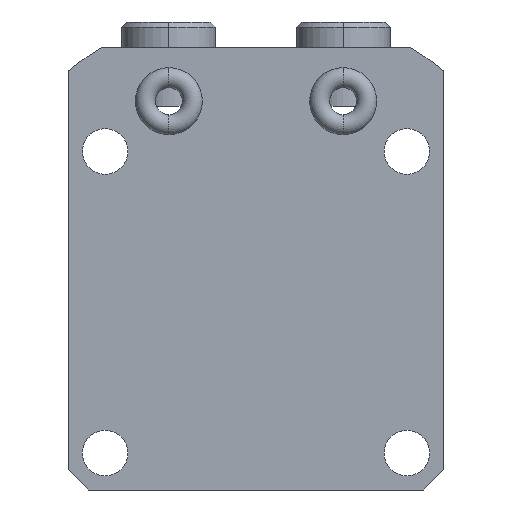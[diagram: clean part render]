
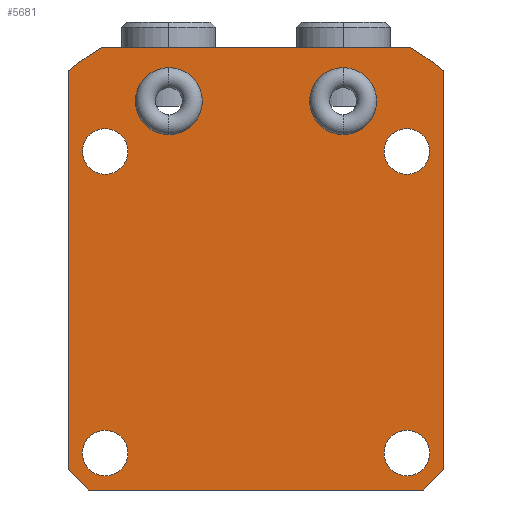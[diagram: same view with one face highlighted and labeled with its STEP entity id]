
A CAD part, front view. The second image highlights one B-rep face of the part: STEP entity #5681.
In plain terms, the highlighted planar face has unit normal (0, -1, 0).
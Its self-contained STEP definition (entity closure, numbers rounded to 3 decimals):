
#1745=CARTESIAN_POINT('',(0.,-26.,0.));
#1746=DIRECTION('',(0.,-1.,0.));
#1747=DIRECTION('',(0.63,0.,0.777));
#1748=AXIS2_PLACEMENT_3D('',#1745,#1746,#1747);
#1775=CARTESIAN_POINT('',(0.,-26.,0.));
#1776=DIRECTION('',(0.,-1.,0.));
#1777=DIRECTION('',(-0.519,0.,0.855));
#1778=AXIS2_PLACEMENT_3D('',#1775,#1776,#1777);
#1805=DIRECTION('',(0.707,0.,0.707));
#1806=VECTOR('',#1805,4.243);
#1807=CARTESIAN_POINT('',(25.,-26.,-28.));
#1808=LINE('',#1807,#1806);
#1812=DIRECTION('',(1.,0.,0.));
#1813=VECTOR('',#1812,50.);
#1814=CARTESIAN_POINT('',(-25.,-26.,-28.));
#1815=LINE('',#1814,#1813);
#1819=DIRECTION('',(0.707,0.,-0.707));
#1820=VECTOR('',#1819,4.243);
#1821=CARTESIAN_POINT('',(-28.,-26.,-25.));
#1822=LINE('',#1821,#1820);
#1826=DIRECTION('',(0.,0.,-1.));
#1827=VECTOR('',#1826,59.522);
#1828=CARTESIAN_POINT('',(-28.,-26.,34.522));
#1829=LINE('',#1828,#1827);
#1833=DIRECTION('',(-1.,0.,0.));
#1834=VECTOR('',#1833,46.122);
#1835=CARTESIAN_POINT('',(23.061,-26.,38.));
#1836=LINE('',#1835,#1834);
#1840=DIRECTION('',(0.,0.,1.));
#1841=VECTOR('',#1840,59.522);
#1842=CARTESIAN_POINT('',(28.,-26.,-25.));
#1843=LINE('',#1842,#1841);
#1847=CARTESIAN_POINT('',(22.5,-26.,-22.5));
#1848=DIRECTION('',(0.,1.,0.));
#1849=DIRECTION('',(1.,0.,0.));
#1850=AXIS2_PLACEMENT_3D('',#1847,#1848,#1849);
#1855=CARTESIAN_POINT('',(22.5,-26.,-22.5));
#1856=DIRECTION('',(0.,1.,0.));
#1857=DIRECTION('',(-1.,0.,0.));
#1858=AXIS2_PLACEMENT_3D('',#1855,#1856,#1857);
#1863=CARTESIAN_POINT('',(-22.5,-26.,-22.5));
#1864=DIRECTION('',(0.,1.,0.));
#1865=DIRECTION('',(1.,0.,0.));
#1866=AXIS2_PLACEMENT_3D('',#1863,#1864,#1865);
#1871=CARTESIAN_POINT('',(-22.5,-26.,-22.5));
#1872=DIRECTION('',(0.,1.,0.));
#1873=DIRECTION('',(-1.,0.,0.));
#1874=AXIS2_PLACEMENT_3D('',#1871,#1872,#1873);
#1879=CARTESIAN_POINT('',(-22.5,-26.,22.5));
#1880=DIRECTION('',(0.,1.,0.));
#1881=DIRECTION('',(1.,0.,0.));
#1882=AXIS2_PLACEMENT_3D('',#1879,#1880,#1881);
#1887=CARTESIAN_POINT('',(-22.5,-26.,22.5));
#1888=DIRECTION('',(0.,1.,0.));
#1889=DIRECTION('',(-1.,0.,0.));
#1890=AXIS2_PLACEMENT_3D('',#1887,#1888,#1889);
#1895=CARTESIAN_POINT('',(22.5,-26.,22.5));
#1896=DIRECTION('',(0.,1.,0.));
#1897=DIRECTION('',(1.,0.,0.));
#1898=AXIS2_PLACEMENT_3D('',#1895,#1896,#1897);
#1903=CARTESIAN_POINT('',(22.5,-26.,22.5));
#1904=DIRECTION('',(0.,1.,0.));
#1905=DIRECTION('',(-1.,0.,0.));
#1906=AXIS2_PLACEMENT_3D('',#1903,#1904,#1905);
#1911=CARTESIAN_POINT('',(13.,-26.,30.));
#1912=DIRECTION('',(0.,-1.,0.));
#1913=DIRECTION('',(-1.,0.,0.));
#1914=AXIS2_PLACEMENT_3D('',#1911,#1912,#1913);
#1919=CARTESIAN_POINT('',(13.,-26.,30.));
#1920=DIRECTION('',(0.,-1.,0.));
#1921=DIRECTION('',(1.,0.,0.));
#1922=AXIS2_PLACEMENT_3D('',#1919,#1920,#1921);
#1927=CARTESIAN_POINT('',(-13.,-26.,30.));
#1928=DIRECTION('',(0.,1.,0.));
#1929=DIRECTION('',(1.,0.,0.));
#1930=AXIS2_PLACEMENT_3D('',#1927,#1928,#1929);
#1935=CARTESIAN_POINT('',(-13.,-26.,30.));
#1936=DIRECTION('',(0.,1.,0.));
#1937=DIRECTION('',(-1.,0.,0.));
#1938=AXIS2_PLACEMENT_3D('',#1935,#1936,#1937);
#3752=CARTESIAN_POINT('',(28.,-26.,34.522));
#3754=VERTEX_POINT('',#3752);
#3755=CARTESIAN_POINT('',(23.061,-26.,38.));
#3756=VERTEX_POINT('',#3755);
#3757=CARTESIAN_POINT('',(-23.061,-26.,38.));
#3758=VERTEX_POINT('',#3757);
#3760=CARTESIAN_POINT('',(-28.,-26.,34.522));
#3762=VERTEX_POINT('',#3760);
#3763=CARTESIAN_POINT('',(25.,-26.,-28.));
#3765=VERTEX_POINT('',#3763);
#3769=CARTESIAN_POINT('',(28.,-26.,-25.));
#3770=VERTEX_POINT('',#3769);
#3771=CARTESIAN_POINT('',(-28.,-26.,-25.));
#3773=VERTEX_POINT('',#3771);
#3777=CARTESIAN_POINT('',(-25.,-26.,-28.));
#3778=VERTEX_POINT('',#3777);
#3795=CARTESIAN_POINT('',(25.9,-26.,-22.5));
#3796=VERTEX_POINT('',#3795);
#3797=CARTESIAN_POINT('',(19.1,-26.,-22.5));
#3798=VERTEX_POINT('',#3797);
#3799=CARTESIAN_POINT('',(-19.1,-26.,-22.5));
#3800=VERTEX_POINT('',#3799);
#3801=CARTESIAN_POINT('',(-25.9,-26.,-22.5));
#3802=VERTEX_POINT('',#3801);
#3803=CARTESIAN_POINT('',(-19.1,-26.,22.5));
#3804=VERTEX_POINT('',#3803);
#3805=CARTESIAN_POINT('',(-25.9,-26.,22.5));
#3806=VERTEX_POINT('',#3805);
#3807=CARTESIAN_POINT('',(25.9,-26.,22.5));
#3808=VERTEX_POINT('',#3807);
#3809=CARTESIAN_POINT('',(19.1,-26.,22.5));
#3810=VERTEX_POINT('',#3809);
#3863=CARTESIAN_POINT('',(8.,-26.,30.));
#3864=CARTESIAN_POINT('',(18.,-26.,30.));
#3865=VERTEX_POINT('',#3863);
#3866=VERTEX_POINT('',#3864);
#3899=CARTESIAN_POINT('',(-8.,-26.,30.));
#3900=VERTEX_POINT('',#3899);
#3901=CARTESIAN_POINT('',(-18.,-26.,30.));
#3902=VERTEX_POINT('',#3901);
#5629=CARTESIAN_POINT('',(0.,-26.,0.));
#5630=DIRECTION('',(0.,-1.,0.));
#5631=DIRECTION('',(-1.,0.,0.));
#5632=AXIS2_PLACEMENT_3D('',#5629,#5630,#5631);
#5633=PLANE('',#5632);
#5634=ORIENTED_EDGE('',*,*,#5537,.F.);
#5635=ORIENTED_EDGE('',*,*,#5554,.F.);
#5636=ORIENTED_EDGE('',*,*,#5566,.F.);
#5637=ORIENTED_EDGE('',*,*,#5582,.F.);
#5638=ORIENTED_EDGE('',*,*,#5609,.F.);
#5640=ORIENTED_EDGE('',*,*,#5639,.F.);
#5641=ORIENTED_EDGE('',*,*,#5594,.F.);
#5642=ORIENTED_EDGE('',*,*,#5622,.F.);
#5643=EDGE_LOOP('',(#5634,#5635,#5636,#5637,#5638,#5640,#5641,#5642));
#5644=FACE_OUTER_BOUND('',#5643,.F.);
#5646=ORIENTED_EDGE('',*,*,#5645,.F.);
#5648=ORIENTED_EDGE('',*,*,#5647,.F.);
#5649=EDGE_LOOP('',(#5646,#5648));
#5650=FACE_BOUND('',#5649,.F.);
#5652=ORIENTED_EDGE('',*,*,#5651,.F.);
#5654=ORIENTED_EDGE('',*,*,#5653,.F.);
#5655=EDGE_LOOP('',(#5652,#5654));
#5656=FACE_BOUND('',#5655,.F.);
#5658=ORIENTED_EDGE('',*,*,#5657,.F.);
#5660=ORIENTED_EDGE('',*,*,#5659,.F.);
#5661=EDGE_LOOP('',(#5658,#5660));
#5662=FACE_BOUND('',#5661,.F.);
#5664=ORIENTED_EDGE('',*,*,#5663,.F.);
#5666=ORIENTED_EDGE('',*,*,#5665,.F.);
#5667=EDGE_LOOP('',(#5664,#5666));
#5668=FACE_BOUND('',#5667,.F.);
#5670=ORIENTED_EDGE('',*,*,#5669,.T.);
#5672=ORIENTED_EDGE('',*,*,#5671,.T.);
#5673=EDGE_LOOP('',(#5670,#5672));
#5674=FACE_BOUND('',#5673,.F.);
#5676=ORIENTED_EDGE('',*,*,#5675,.F.);
#5678=ORIENTED_EDGE('',*,*,#5677,.F.);
#5679=EDGE_LOOP('',(#5676,#5678));
#5680=FACE_BOUND('',#5679,.F.);
#1749=CIRCLE('',#1748,44.45);
#1779=CIRCLE('',#1778,44.45);
#1851=CIRCLE('',#1850,3.4);
#1859=CIRCLE('',#1858,3.4);
#1867=CIRCLE('',#1866,3.4);
#1875=CIRCLE('',#1874,3.4);
#1883=CIRCLE('',#1882,3.4);
#1891=CIRCLE('',#1890,3.4);
#1899=CIRCLE('',#1898,3.4);
#1907=CIRCLE('',#1906,3.4);
#1915=CIRCLE('',#1914,5.);
#1923=CIRCLE('',#1922,5.);
#1931=CIRCLE('',#1930,5.);
#1939=CIRCLE('',#1938,5.);
#5537=EDGE_CURVE('',#3765,#3770,#1808,.T.);
#5554=EDGE_CURVE('',#3778,#3765,#1815,.T.);
#5566=EDGE_CURVE('',#3773,#3778,#1822,.T.);
#5582=EDGE_CURVE('',#3762,#3773,#1829,.T.);
#5594=EDGE_CURVE('',#3754,#3756,#1749,.T.);
#5609=EDGE_CURVE('',#3758,#3762,#1779,.T.);
#5622=EDGE_CURVE('',#3770,#3754,#1843,.T.);
#5639=EDGE_CURVE('',#3756,#3758,#1836,.T.);
#5645=EDGE_CURVE('',#3796,#3798,#1851,.T.);
#5647=EDGE_CURVE('',#3798,#3796,#1859,.T.);
#5651=EDGE_CURVE('',#3800,#3802,#1867,.T.);
#5653=EDGE_CURVE('',#3802,#3800,#1875,.T.);
#5657=EDGE_CURVE('',#3804,#3806,#1883,.T.);
#5659=EDGE_CURVE('',#3806,#3804,#1891,.T.);
#5663=EDGE_CURVE('',#3808,#3810,#1899,.T.);
#5665=EDGE_CURVE('',#3810,#3808,#1907,.T.);
#5669=EDGE_CURVE('',#3865,#3866,#1915,.T.);
#5671=EDGE_CURVE('',#3866,#3865,#1923,.T.);
#5675=EDGE_CURVE('',#3900,#3902,#1931,.T.);
#5677=EDGE_CURVE('',#3902,#3900,#1939,.T.);
#5681=ADVANCED_FACE('',(#5644,#5650,#5656,#5662,#5668,#5674,#5680),#5633,.T.);
